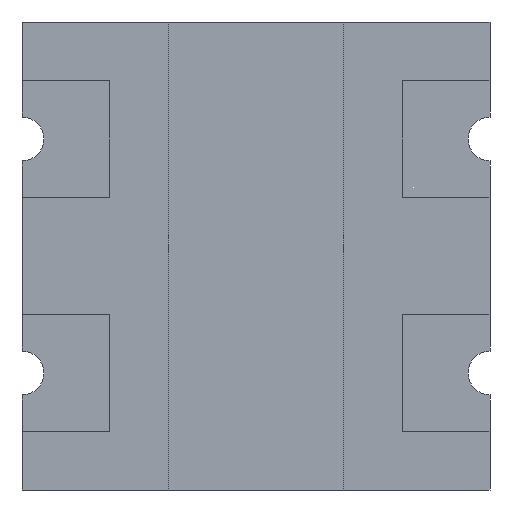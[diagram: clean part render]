
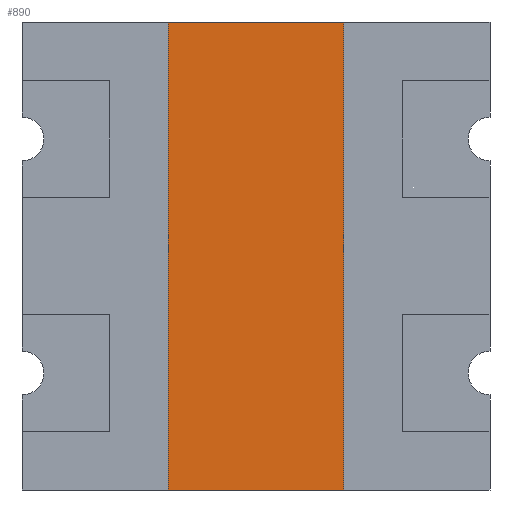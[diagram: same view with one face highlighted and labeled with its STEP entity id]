
A CAD part, front view. The second image highlights one B-rep face of the part: STEP entity #890.
In plain terms, the highlighted planar face has unit normal (0, -1, 0).
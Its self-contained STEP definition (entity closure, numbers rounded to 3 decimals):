
#97=DIRECTION('',(0.,0.,1.));
#98=VECTOR('',#97,1.6);
#99=CARTESIAN_POINT('',(0.3,-0.308,0.));
#100=LINE('',#99,#98);
#101=DIRECTION('',(1.,0.,0.));
#102=VECTOR('',#101,0.6);
#103=CARTESIAN_POINT('',(-0.3,-0.308,0.));
#104=LINE('',#103,#102);
#105=DIRECTION('',(0.,0.,-1.));
#106=VECTOR('',#105,1.6);
#107=CARTESIAN_POINT('',(-0.3,-0.308,1.6));
#108=LINE('',#107,#106);
#109=DIRECTION('',(-1.,0.,0.));
#110=VECTOR('',#109,0.6);
#111=CARTESIAN_POINT('',(0.3,-0.308,1.6));
#112=LINE('',#111,#110);
#665=CARTESIAN_POINT('',(0.3,-0.308,0.));
#666=CARTESIAN_POINT('',(0.3,-0.308,1.6));
#667=VERTEX_POINT('',#665);
#668=VERTEX_POINT('',#666);
#669=CARTESIAN_POINT('',(-0.3,-0.308,1.6));
#670=VERTEX_POINT('',#669);
#671=CARTESIAN_POINT('',(-0.3,-0.308,0.));
#672=VERTEX_POINT('',#671);
#877=CARTESIAN_POINT('',(0.,-0.308,0.));
#878=DIRECTION('',(0.,-1.,0.));
#879=DIRECTION('',(-1.,0.,0.));
#880=AXIS2_PLACEMENT_3D('',#877,#878,#879);
#881=PLANE('',#880);
#882=ORIENTED_EDGE('',*,*,#870,.F.);
#883=ORIENTED_EDGE('',*,*,#786,.F.);
#885=ORIENTED_EDGE('',*,*,#884,.F.);
#887=ORIENTED_EDGE('',*,*,#886,.F.);
#888=EDGE_LOOP('',(#882,#883,#885,#887));
#889=FACE_OUTER_BOUND('',#888,.F.);
#786=EDGE_CURVE('',#672,#667,#104,.T.);
#870=EDGE_CURVE('',#667,#668,#100,.T.);
#884=EDGE_CURVE('',#670,#672,#108,.T.);
#886=EDGE_CURVE('',#668,#670,#112,.T.);
#890=ADVANCED_FACE('',(#889),#881,.T.);
